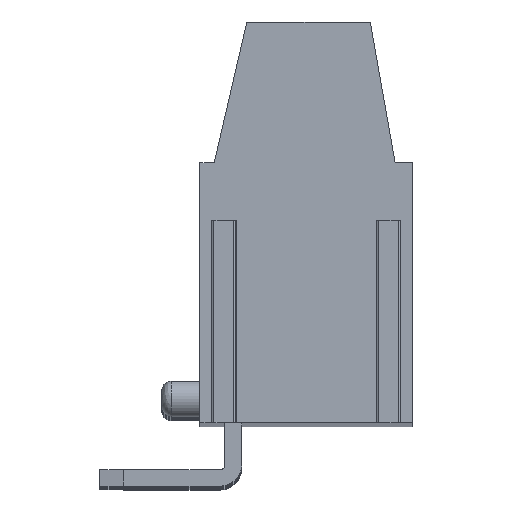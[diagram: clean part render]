
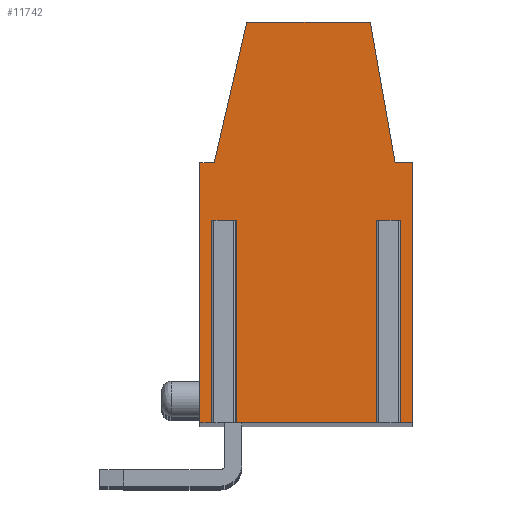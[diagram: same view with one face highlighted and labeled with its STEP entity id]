
A CAD part, top view. The second image highlights one B-rep face of the part: STEP entity #11742.
In plain terms, the highlighted planar face has unit normal (0, 0, 1).
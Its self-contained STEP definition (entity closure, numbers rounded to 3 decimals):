
#13=DIRECTION('',(-1.,0.,0.));
#14=VECTOR('',#13,0.814);
#15=CARTESIAN_POINT('',(6.453,1.45,92.5));
#16=LINE('',#15,#14);
#17=DIRECTION('',(0.,-1.,0.));
#18=VECTOR('',#17,8.5);
#19=CARTESIAN_POINT('',(5.639,1.45,92.5));
#20=LINE('',#19,#18);
#21=DIRECTION('',(-1.,0.,0.));
#22=VECTOR('',#21,6.078);
#23=CARTESIAN_POINT('',(5.639,-7.05,92.5));
#24=LINE('',#23,#22);
#25=DIRECTION('',(0.,-1.,0.));
#26=VECTOR('',#25,8.5);
#27=CARTESIAN_POINT('',(-0.439,1.45,92.5));
#28=LINE('',#27,#26);
#29=DIRECTION('',(-1.,0.,0.));
#30=VECTOR('',#29,0.814);
#31=CARTESIAN_POINT('',(-0.439,1.45,92.5));
#32=LINE('',#31,#30);
#33=DIRECTION('',(0.,-1.,0.));
#34=VECTOR('',#33,8.5);
#35=CARTESIAN_POINT('',(-1.253,1.45,92.5));
#36=LINE('',#35,#34);
#37=DIRECTION('',(-1.,0.,0.));
#38=VECTOR('',#37,0.597);
#39=CARTESIAN_POINT('',(-1.253,-7.05,92.5));
#40=LINE('',#39,#38);
#41=DIRECTION('',(0.,1.,0.));
#42=VECTOR('',#41,10.9);
#43=CARTESIAN_POINT('',(-1.85,-7.05,92.5));
#44=LINE('',#43,#42);
#45=DIRECTION('',(1.,0.,0.));
#46=VECTOR('',#45,0.6);
#47=CARTESIAN_POINT('',(-1.85,3.85,92.5));
#48=LINE('',#47,#46);
#49=DIRECTION('',(0.225,0.974,0.));
#50=VECTOR('',#49,6.055);
#51=CARTESIAN_POINT('',(-1.25,3.85,92.5));
#52=LINE('',#51,#50);
#53=DIRECTION('',(1.,0.,0.));
#54=VECTOR('',#53,5.178);
#55=CARTESIAN_POINT('',(0.112,9.75,92.5));
#56=LINE('',#55,#54);
#57=DIRECTION('',(0.174,-0.985,0.));
#58=VECTOR('',#57,5.991);
#59=CARTESIAN_POINT('',(5.29,9.75,92.5));
#60=LINE('',#59,#58);
#61=DIRECTION('',(1.,0.,0.));
#62=VECTOR('',#61,0.72);
#63=CARTESIAN_POINT('',(6.33,3.85,92.5));
#64=LINE('',#63,#62);
#65=DIRECTION('',(0.,-1.,0.));
#66=VECTOR('',#65,10.9);
#67=CARTESIAN_POINT('',(7.05,3.85,92.5));
#68=LINE('',#67,#66);
#69=DIRECTION('',(-1.,0.,0.));
#70=VECTOR('',#69,0.597);
#71=CARTESIAN_POINT('',(7.05,-7.05,92.5));
#72=LINE('',#71,#70);
#73=DIRECTION('',(0.,-1.,0.));
#74=VECTOR('',#73,8.5);
#75=CARTESIAN_POINT('',(6.453,1.45,92.5));
#76=LINE('',#75,#74);
#9195=CARTESIAN_POINT('',(7.05,3.85,92.5));
#9196=CARTESIAN_POINT('',(7.05,-7.05,92.5));
#9197=VERTEX_POINT('',#9195);
#9198=VERTEX_POINT('',#9196);
#9199=CARTESIAN_POINT('',(6.33,3.85,92.5));
#9200=VERTEX_POINT('',#9199);
#9201=CARTESIAN_POINT('',(5.29,9.75,92.5));
#9202=VERTEX_POINT('',#9201);
#9203=CARTESIAN_POINT('',(0.112,9.75,92.5));
#9204=VERTEX_POINT('',#9203);
#9205=CARTESIAN_POINT('',(-1.25,3.85,92.5));
#9206=VERTEX_POINT('',#9205);
#9207=CARTESIAN_POINT('',(-1.85,3.85,92.5));
#9208=VERTEX_POINT('',#9207);
#9209=CARTESIAN_POINT('',(-1.85,-7.05,92.5));
#9210=VERTEX_POINT('',#9209);
#9339=CARTESIAN_POINT('',(6.453,1.45,92.5));
#9340=CARTESIAN_POINT('',(5.639,1.45,92.5));
#9341=VERTEX_POINT('',#9339);
#9342=VERTEX_POINT('',#9340);
#9343=CARTESIAN_POINT('',(-0.439,1.45,92.5));
#9344=CARTESIAN_POINT('',(-1.253,1.45,92.5));
#9345=VERTEX_POINT('',#9343);
#9346=VERTEX_POINT('',#9344);
#9347=CARTESIAN_POINT('',(-1.253,-7.05,92.5));
#9348=VERTEX_POINT('',#9347);
#9349=CARTESIAN_POINT('',(-0.439,-7.05,92.5));
#9350=VERTEX_POINT('',#9349);
#9351=CARTESIAN_POINT('',(5.639,-7.05,92.5));
#9352=VERTEX_POINT('',#9351);
#9353=CARTESIAN_POINT('',(6.453,-7.05,92.5));
#9354=VERTEX_POINT('',#9353);
#11703=CARTESIAN_POINT('',(0.,0.,92.5));
#11704=DIRECTION('',(0.,0.,1.));
#11705=DIRECTION('',(1.,0.,0.));
#11706=AXIS2_PLACEMENT_3D('',#11703,#11704,#11705);
#11707=PLANE('',#11706);
#11709=ORIENTED_EDGE('',*,*,#11708,.T.);
#11711=ORIENTED_EDGE('',*,*,#11710,.T.);
#11713=ORIENTED_EDGE('',*,*,#11712,.T.);
#11715=ORIENTED_EDGE('',*,*,#11714,.F.);
#11717=ORIENTED_EDGE('',*,*,#11716,.T.);
#11719=ORIENTED_EDGE('',*,*,#11718,.T.);
#11721=ORIENTED_EDGE('',*,*,#11720,.T.);
#11723=ORIENTED_EDGE('',*,*,#11722,.T.);
#11725=ORIENTED_EDGE('',*,*,#11724,.T.);
#11727=ORIENTED_EDGE('',*,*,#11726,.T.);
#11729=ORIENTED_EDGE('',*,*,#11728,.T.);
#11731=ORIENTED_EDGE('',*,*,#11730,.T.);
#11733=ORIENTED_EDGE('',*,*,#11732,.T.);
#11735=ORIENTED_EDGE('',*,*,#11734,.T.);
#11737=ORIENTED_EDGE('',*,*,#11736,.T.);
#11739=ORIENTED_EDGE('',*,*,#11738,.F.);
#11740=EDGE_LOOP('',(#11709,#11711,#11713,#11715,#11717,#11719,#11721,#11723,
#11725,#11727,#11729,#11731,#11733,#11735,#11737,#11739));
#11741=FACE_OUTER_BOUND('',#11740,.F.);
#11708=EDGE_CURVE('',#9341,#9342,#16,.T.);
#11710=EDGE_CURVE('',#9342,#9352,#20,.T.);
#11712=EDGE_CURVE('',#9352,#9350,#24,.T.);
#11714=EDGE_CURVE('',#9345,#9350,#28,.T.);
#11716=EDGE_CURVE('',#9345,#9346,#32,.T.);
#11718=EDGE_CURVE('',#9346,#9348,#36,.T.);
#11720=EDGE_CURVE('',#9348,#9210,#40,.T.);
#11722=EDGE_CURVE('',#9210,#9208,#44,.T.);
#11724=EDGE_CURVE('',#9208,#9206,#48,.T.);
#11726=EDGE_CURVE('',#9206,#9204,#52,.T.);
#11728=EDGE_CURVE('',#9204,#9202,#56,.T.);
#11730=EDGE_CURVE('',#9202,#9200,#60,.T.);
#11732=EDGE_CURVE('',#9200,#9197,#64,.T.);
#11734=EDGE_CURVE('',#9197,#9198,#68,.T.);
#11736=EDGE_CURVE('',#9198,#9354,#72,.T.);
#11738=EDGE_CURVE('',#9341,#9354,#76,.T.);
#11742=ADVANCED_FACE('',(#11741),#11707,.T.);
